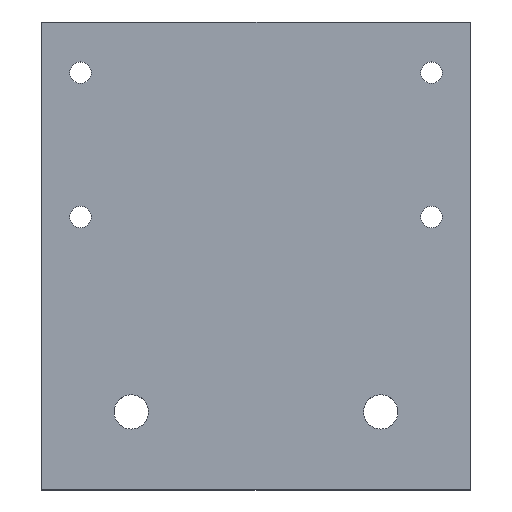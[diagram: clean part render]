
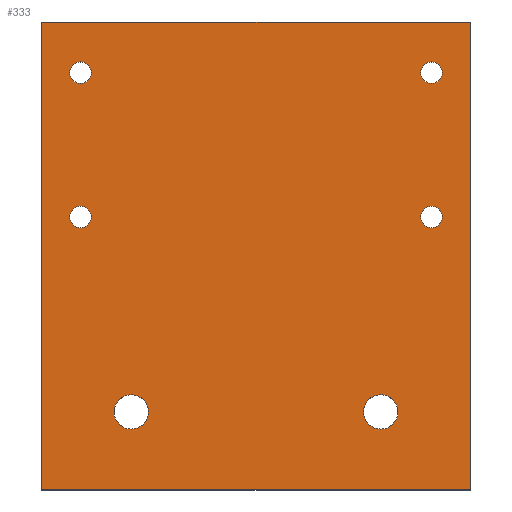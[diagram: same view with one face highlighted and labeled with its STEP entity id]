
A CAD part, top view. The second image highlights one B-rep face of the part: STEP entity #333.
In plain terms, the highlighted planar face has unit normal (0, 0, 1).
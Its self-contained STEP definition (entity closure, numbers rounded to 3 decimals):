
#8 = CARTESIAN_POINT ( 'NONE',  ( 50., 53.5, 3. ) ) ;
#11 = CARTESIAN_POINT ( 'NONE',  ( 11.5, 10., 3. ) ) ;
#14 = DIRECTION ( 'NONE',  ( 0., 0., 1. ) ) ;
#22 = CIRCLE ( 'NONE', #129, 1.375 ) ;
#25 = EDGE_LOOP ( 'NONE', ( #198, #399, #151, #153 ) ) ;
#30 = CARTESIAN_POINT ( 'NONE',  ( 0., 0., 3. ) ) ;
#35 = AXIS2_PLACEMENT_3D ( 'NONE', #30, #123, #330 ) ;
#39 = ORIENTED_EDGE ( 'NONE', *, *, #212, .F. ) ;
#47 = EDGE_CURVE ( 'NONE', #136, #105, #290, .T. ) ;
#48 = VECTOR ( 'NONE', #252, 1000. ) ;
#49 = CARTESIAN_POINT ( 'NONE',  ( 6.375, 35., 3. ) ) ;
#52 = CARTESIAN_POINT ( 'NONE',  ( 55., 0., 3. ) ) ;
#61 = VECTOR ( 'NONE', #391, 1000. ) ;
#66 = VERTEX_POINT ( 'NONE', #132 ) ;
#70 = CARTESIAN_POINT ( 'NONE',  ( 48.625, 53.5, 3. ) ) ;
#76 = AXIS2_PLACEMENT_3D ( 'NONE', #92, #90, #285 ) ;
#79 = DIRECTION ( 'NONE',  ( 0., 0., 1. ) ) ;
#90 = DIRECTION ( 'NONE',  ( 0., 0., 1. ) ) ;
#92 = CARTESIAN_POINT ( 'NONE',  ( 5., 53.5, 3. ) ) ;
#97 = DIRECTION ( 'NONE',  ( 0., 0., 1. ) ) ;
#100 = VERTEX_POINT ( 'NONE', #439 ) ;
#101 = EDGE_CURVE ( 'NONE', #220, #465, #572, .T. ) ;
#103 = LINE ( 'NONE', #416, #427 ) ;
#105 = VERTEX_POINT ( 'NONE', #234 ) ;
#107 = AXIS2_PLACEMENT_3D ( 'NONE', #8, #505, #615 ) ;
#112 = CARTESIAN_POINT ( 'NONE',  ( 5., 35., 3. ) ) ;
#118 = CARTESIAN_POINT ( 'NONE',  ( 51.375, 35., 3. ) ) ;
#123 = DIRECTION ( 'NONE',  ( 0., 0., -1. ) ) ;
#124 = EDGE_CURVE ( 'NONE', #303, #136, #640, .T. ) ;
#129 = AXIS2_PLACEMENT_3D ( 'NONE', #364, #366, #518 ) ;
#131 = PLANE ( 'NONE',  #35 ) ;
#132 = CARTESIAN_POINT ( 'NONE',  ( 0., 60., 3. ) ) ;
#133 = CARTESIAN_POINT ( 'NONE',  ( 43.5, 10., 3. ) ) ;
#136 = VERTEX_POINT ( 'NONE', #403 ) ;
#142 = EDGE_CURVE ( 'NONE', #352, #232, #549, .T. ) ;
#151 = ORIENTED_EDGE ( 'NONE', *, *, #47, .T. ) ;
#152 = CIRCLE ( 'NONE', #573, 2.2 ) ;
#153 = ORIENTED_EDGE ( 'NONE', *, *, #293, .T. ) ;
#164 = CARTESIAN_POINT ( 'NONE',  ( 41.3, 10., 3. ) ) ;
#167 = CARTESIAN_POINT ( 'NONE',  ( 13.7, 10., 3. ) ) ;
#173 = FACE_OUTER_BOUND ( 'NONE', #25, .T. ) ;
#176 = CARTESIAN_POINT ( 'NONE',  ( 6.375, 53.5, 3. ) ) ;
#179 = CARTESIAN_POINT ( 'NONE',  ( 0., 0., 3. ) ) ;
#183 = CIRCLE ( 'NONE', #349, 2.2 ) ;
#193 = CIRCLE ( 'NONE', #76, 1.375 ) ;
#194 = EDGE_LOOP ( 'NONE', ( #539, #204 ) ) ;
#196 = EDGE_CURVE ( 'NONE', #465, #220, #205, .T. ) ;
#198 = ORIENTED_EDGE ( 'NONE', *, *, #256, .T. ) ;
#201 = ORIENTED_EDGE ( 'NONE', *, *, #326, .F. ) ;
#204 = ORIENTED_EDGE ( 'NONE', *, *, #142, .F. ) ;
#205 = CIRCLE ( 'NONE', #600, 1.375 ) ;
#212 = EDGE_CURVE ( 'NONE', #329, #574, #378, .T. ) ;
#220 = VERTEX_POINT ( 'NONE', #49 ) ;
#221 = CARTESIAN_POINT ( 'NONE',  ( 0., 60., 3. ) ) ;
#232 = VERTEX_POINT ( 'NONE', #164 ) ;
#234 = CARTESIAN_POINT ( 'NONE',  ( 55., 60., 3. ) ) ;
#237 = DIRECTION ( 'NONE',  ( 0., 0., 1. ) ) ;
#252 = DIRECTION ( 'NONE',  ( 0., 1., 0. ) ) ;
#256 = EDGE_CURVE ( 'NONE', #66, #303, #103, .T. ) ;
#258 = ORIENTED_EDGE ( 'NONE', *, *, #101, .F. ) ;
#261 = AXIS2_PLACEMENT_3D ( 'NONE', #411, #508, #309 ) ;
#262 = CIRCLE ( 'NONE', #634, 1.375 ) ;
#269 = CARTESIAN_POINT ( 'NONE',  ( 45.7, 10., 3. ) ) ;
#273 = CARTESIAN_POINT ( 'NONE',  ( 50., 53.5, 3. ) ) ;
#279 = VECTOR ( 'NONE', #570, 1000. ) ;
#285 = DIRECTION ( 'NONE',  ( 1., 0., 0. ) ) ;
#290 = LINE ( 'NONE', #52, #48 ) ;
#292 = DIRECTION ( 'NONE',  ( 1., 0., 0. ) ) ;
#293 = EDGE_CURVE ( 'NONE', #105, #66, #631, .T. ) ;
#296 = CARTESIAN_POINT ( 'NONE',  ( 5., 53.5, 3. ) ) ;
#298 = VERTEX_POINT ( 'NONE', #176 ) ;
#303 = VERTEX_POINT ( 'NONE', #179 ) ;
#309 = DIRECTION ( 'NONE',  ( 1., 0., 0. ) ) ;
#313 = DIRECTION ( 'NONE',  ( 1., 0., 0. ) ) ;
#317 = EDGE_CURVE ( 'NONE', #350, #509, #560, .T. ) ;
#321 = ORIENTED_EDGE ( 'NONE', *, *, #566, .F. ) ;
#323 = FACE_BOUND ( 'NONE', #618, .T. ) ;
#326 = EDGE_CURVE ( 'NONE', #574, #329, #183, .T. ) ;
#329 = VERTEX_POINT ( 'NONE', #426 ) ;
#330 = DIRECTION ( 'NONE',  ( -1., 0., 0. ) ) ;
#333 = ADVANCED_FACE ( 'NONE', ( #173, #576, #523, #323, #581, #377, #525 ), #131, .F. ) ;
#334 = ORIENTED_EDGE ( 'NONE', *, *, #419, .F. ) ;
#349 = AXIS2_PLACEMENT_3D ( 'NONE', #583, #474, #625 ) ;
#350 = VERTEX_POINT ( 'NONE', #70 ) ;
#351 = DIRECTION ( 'NONE',  ( 0., 0., 1. ) ) ;
#352 = VERTEX_POINT ( 'NONE', #269 ) ;
#355 = ORIENTED_EDGE ( 'NONE', *, *, #317, .F. ) ;
#359 = ORIENTED_EDGE ( 'NONE', *, *, #626, .F. ) ;
#364 = CARTESIAN_POINT ( 'NONE',  ( 50., 35., 3. ) ) ;
#366 = DIRECTION ( 'NONE',  ( 0., 0., 1. ) ) ;
#371 = VERTEX_POINT ( 'NONE', #118 ) ;
#377 = FACE_BOUND ( 'NONE', #513, .T. ) ;
#378 = CIRCLE ( 'NONE', #435, 2.2 ) ;
#383 = CARTESIAN_POINT ( 'NONE',  ( 3.625, 35., 3. ) ) ;
#387 = CARTESIAN_POINT ( 'NONE',  ( 0., 0., 3. ) ) ;
#391 = DIRECTION ( 'NONE',  ( 1., 0., 0. ) ) ;
#399 = ORIENTED_EDGE ( 'NONE', *, *, #124, .T. ) ;
#403 = CARTESIAN_POINT ( 'NONE',  ( 55., 0., 3. ) ) ;
#409 = DIRECTION ( 'NONE',  ( 0., -1., 0. ) ) ;
#410 = ORIENTED_EDGE ( 'NONE', *, *, #639, .F. ) ;
#411 = CARTESIAN_POINT ( 'NONE',  ( 43.5, 10., 3. ) ) ;
#416 = CARTESIAN_POINT ( 'NONE',  ( 0., 0., 3. ) ) ;
#419 = EDGE_CURVE ( 'NONE', #371, #100, #262, .T. ) ;
#423 = CARTESIAN_POINT ( 'NONE',  ( 3.625, 53.5, 3. ) ) ;
#426 = CARTESIAN_POINT ( 'NONE',  ( 9.3, 10., 3. ) ) ;
#427 = VECTOR ( 'NONE', #409, 1000. ) ;
#429 = DIRECTION ( 'NONE',  ( 1., 0., 0. ) ) ;
#435 = AXIS2_PLACEMENT_3D ( 'NONE', #11, #351, #462 ) ;
#436 = CIRCLE ( 'NONE', #447, 1.375 ) ;
#439 = CARTESIAN_POINT ( 'NONE',  ( 48.625, 35., 3. ) ) ;
#446 = CARTESIAN_POINT ( 'NONE',  ( 51.375, 53.5, 3. ) ) ;
#447 = AXIS2_PLACEMENT_3D ( 'NONE', #296, #606, #313 ) ;
#448 = EDGE_CURVE ( 'NONE', #232, #352, #152, .T. ) ;
#456 = AXIS2_PLACEMENT_3D ( 'NONE', #494, #237, #491 ) ;
#457 = EDGE_LOOP ( 'NONE', ( #321, #604 ) ) ;
#462 = DIRECTION ( 'NONE',  ( 1., 0., 0. ) ) ;
#465 = VERTEX_POINT ( 'NONE', #383 ) ;
#474 = DIRECTION ( 'NONE',  ( 0., 0., 1. ) ) ;
#489 = DIRECTION ( 'NONE',  ( 1., 0., 0. ) ) ;
#491 = DIRECTION ( 'NONE',  ( 1., 0., 0. ) ) ;
#494 = CARTESIAN_POINT ( 'NONE',  ( 5., 35., 3. ) ) ;
#496 = EDGE_CURVE ( 'NONE', #298, #517, #193, .T. ) ;
#505 = DIRECTION ( 'NONE',  ( 0., 0., 1. ) ) ;
#508 = DIRECTION ( 'NONE',  ( 0., 0., 1. ) ) ;
#509 = VERTEX_POINT ( 'NONE', #446 ) ;
#513 = EDGE_LOOP ( 'NONE', ( #605, #258 ) ) ;
#517 = VERTEX_POINT ( 'NONE', #423 ) ;
#518 = DIRECTION ( 'NONE',  ( 1., 0., 0. ) ) ;
#523 = FACE_BOUND ( 'NONE', #551, .T. ) ;
#525 = FACE_BOUND ( 'NONE', #194, .T. ) ;
#539 = ORIENTED_EDGE ( 'NONE', *, *, #448, .F. ) ;
#547 = EDGE_LOOP ( 'NONE', ( #359, #334 ) ) ;
#549 = CIRCLE ( 'NONE', #261, 2.2 ) ;
#551 = EDGE_LOOP ( 'NONE', ( #39, #201 ) ) ;
#555 = DIRECTION ( 'NONE',  ( 1., 0., 0. ) ) ;
#560 = CIRCLE ( 'NONE', #632, 1.375 ) ;
#566 = EDGE_CURVE ( 'NONE', #517, #298, #436, .T. ) ;
#570 = DIRECTION ( 'NONE',  ( -1., 0., 0. ) ) ;
#572 = CIRCLE ( 'NONE', #456, 1.375 ) ;
#573 = AXIS2_PLACEMENT_3D ( 'NONE', #133, #97, #489 ) ;
#574 = VERTEX_POINT ( 'NONE', #167 ) ;
#576 = FACE_BOUND ( 'NONE', #457, .T. ) ;
#581 = FACE_BOUND ( 'NONE', #547, .T. ) ;
#583 = CARTESIAN_POINT ( 'NONE',  ( 11.5, 10., 3. ) ) ;
#594 = DIRECTION ( 'NONE',  ( 0., 0., 1. ) ) ;
#600 = AXIS2_PLACEMENT_3D ( 'NONE', #112, #14, #555 ) ;
#604 = ORIENTED_EDGE ( 'NONE', *, *, #496, .F. ) ;
#605 = ORIENTED_EDGE ( 'NONE', *, *, #196, .F. ) ;
#606 = DIRECTION ( 'NONE',  ( 0., 0., 1. ) ) ;
#615 = DIRECTION ( 'NONE',  ( 1., 0., 0. ) ) ;
#617 = CIRCLE ( 'NONE', #107, 1.375 ) ;
#618 = EDGE_LOOP ( 'NONE', ( #355, #410 ) ) ;
#625 = DIRECTION ( 'NONE',  ( 1., 0., 0. ) ) ;
#626 = EDGE_CURVE ( 'NONE', #100, #371, #22, .T. ) ;
#631 = LINE ( 'NONE', #221, #279 ) ;
#632 = AXIS2_PLACEMENT_3D ( 'NONE', #273, #79, #429 ) ;
#634 = AXIS2_PLACEMENT_3D ( 'NONE', #638, #594, #292 ) ;
#638 = CARTESIAN_POINT ( 'NONE',  ( 50., 35., 3. ) ) ;
#639 = EDGE_CURVE ( 'NONE', #509, #350, #617, .T. ) ;
#640 = LINE ( 'NONE', #387, #61 ) ;
